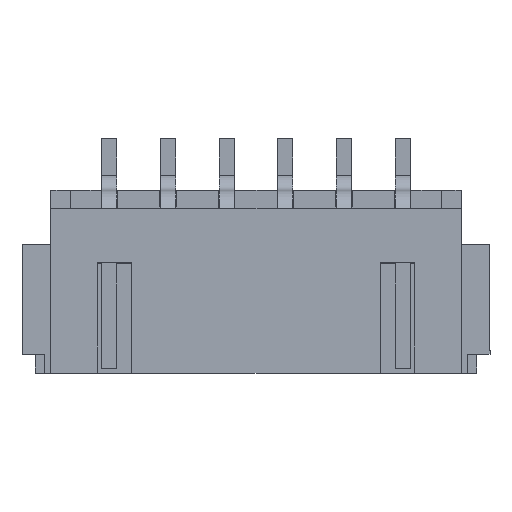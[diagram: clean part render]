
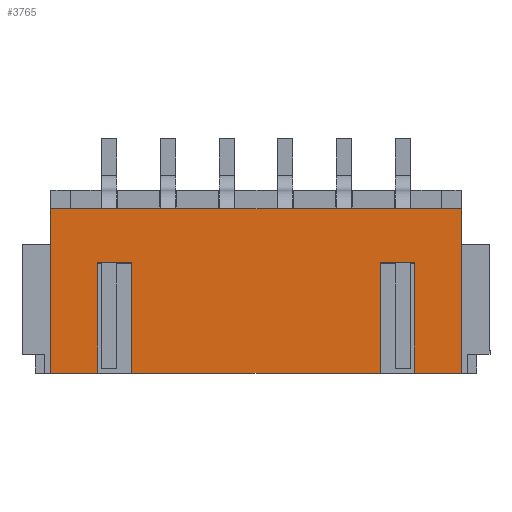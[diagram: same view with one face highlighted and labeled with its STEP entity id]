
A CAD part, top view. The second image highlights one B-rep face of the part: STEP entity #3765.
In plain terms, the highlighted planar face has unit normal (0, 0, 1).
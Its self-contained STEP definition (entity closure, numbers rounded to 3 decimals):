
#40=PLANE('',#3995);
#222=FACE_OUTER_BOUND('',#426,.T.);
#426=EDGE_LOOP('',(#2682,#2683,#2684,#2685,#2686,#2687,#2688,#2689,#2690,
#2691,#2692,#2693));
#693=LINE('',#5279,#1183);
#728=LINE('',#5349,#1218);
#750=LINE('',#5415,#1240);
#751=LINE('',#5417,#1241);
#752=LINE('',#5419,#1242);
#753=LINE('',#5421,#1243);
#754=LINE('',#5422,#1244);
#755=LINE('',#5424,#1245);
#756=LINE('',#5426,#1246);
#757=LINE('',#5428,#1247);
#758=LINE('',#5430,#1248);
#759=LINE('',#5431,#1249);
#1183=VECTOR('',#4272,1000.);
#1218=VECTOR('',#4317,1000.);
#1240=VECTOR('',#4379,1000.);
#1241=VECTOR('',#4380,1000.);
#1242=VECTOR('',#4381,1000.);
#1243=VECTOR('',#4382,1000.);
#1244=VECTOR('',#4383,1000.);
#1245=VECTOR('',#4384,1000.);
#1246=VECTOR('',#4385,1000.);
#1247=VECTOR('',#4386,1000.);
#1248=VECTOR('',#4387,1000.);
#1249=VECTOR('',#4388,1000.);
#1674=VERTEX_POINT('',#5276);
#1675=VERTEX_POINT('',#5278);
#1696=VERTEX_POINT('',#5329);
#1728=VERTEX_POINT('',#5413);
#1729=VERTEX_POINT('',#5414);
#1730=VERTEX_POINT('',#5416);
#1731=VERTEX_POINT('',#5418);
#1732=VERTEX_POINT('',#5420);
#1733=VERTEX_POINT('',#5423);
#1734=VERTEX_POINT('',#5425);
#1735=VERTEX_POINT('',#5427);
#1736=VERTEX_POINT('',#5429);
#2035=EDGE_CURVE('',#1674,#1675,#693,.T.);
#2070=EDGE_CURVE('',#1675,#1696,#728,.T.);
#2102=EDGE_CURVE('',#1728,#1729,#750,.T.);
#2103=EDGE_CURVE('',#1730,#1729,#751,.T.);
#2104=EDGE_CURVE('',#1731,#1730,#752,.T.);
#2105=EDGE_CURVE('',#1732,#1731,#753,.T.);
#2106=EDGE_CURVE('',#1732,#1696,#754,.T.);
#2107=EDGE_CURVE('',#1674,#1733,#755,.T.);
#2108=EDGE_CURVE('',#1733,#1734,#756,.T.);
#2109=EDGE_CURVE('',#1735,#1734,#757,.T.);
#2110=EDGE_CURVE('',#1736,#1735,#758,.T.);
#2111=EDGE_CURVE('',#1728,#1736,#759,.T.);
#2682=ORIENTED_EDGE('',*,*,#2102,.T.);
#2683=ORIENTED_EDGE('',*,*,#2103,.F.);
#2684=ORIENTED_EDGE('',*,*,#2104,.F.);
#2685=ORIENTED_EDGE('',*,*,#2105,.F.);
#2686=ORIENTED_EDGE('',*,*,#2106,.T.);
#2687=ORIENTED_EDGE('',*,*,#2070,.F.);
#2688=ORIENTED_EDGE('',*,*,#2035,.F.);
#2689=ORIENTED_EDGE('',*,*,#2107,.T.);
#2690=ORIENTED_EDGE('',*,*,#2108,.T.);
#2691=ORIENTED_EDGE('',*,*,#2109,.F.);
#2692=ORIENTED_EDGE('',*,*,#2110,.F.);
#2693=ORIENTED_EDGE('',*,*,#2111,.F.);
#3765=ADVANCED_FACE('',(#222),#40,.F.);
#3995=AXIS2_PLACEMENT_3D('',#5412,#4377,#4378);
#4272=DIRECTION('',(1.,0.,0.));
#4317=DIRECTION('',(0.,-1.,0.));
#4377=DIRECTION('center_axis',(0.,0.,
-1.));
#4378=DIRECTION('ref_axis',(1.,0.,0.));
#4379=DIRECTION('',(1.,0.,0.));
#4380=DIRECTION('',(0.,-1.,0.));
#4381=DIRECTION('',(-1.,0.,0.));
#4382=DIRECTION('',(0.,1.,0.));
#4383=DIRECTION('',(1.,0.,0.));
#4384=DIRECTION('',(0.,-1.,0.));
#4385=DIRECTION('',(1.,0.,0.));
#4386=DIRECTION('',(0.,-1.,0.));
#4387=DIRECTION('',(-1.,0.,0.));
#4388=DIRECTION('',(0.,1.,0.));
#5276=CARTESIAN_POINT('',(-8.75,3.5,6.));
#5278=CARTESIAN_POINT('',(8.75,3.5,6.));
#5279=CARTESIAN_POINT('',(-9.975,3.5,6.));
#5329=CARTESIAN_POINT('',(8.75,-3.5,6.));
#5349=CARTESIAN_POINT('',(8.75,4.3,6.));
#5412=CARTESIAN_POINT('Origin',(-9.975,3.5,6.));
#5413=CARTESIAN_POINT('',(-5.3,-3.5,6.));
#5414=CARTESIAN_POINT('',(5.3,-3.5,6.));
#5415=CARTESIAN_POINT('',(-9.975,-3.5,6.));
#5416=CARTESIAN_POINT('',(5.3,1.2,6.));
#5417=CARTESIAN_POINT('',(5.3,-3.5,6.));
#5418=CARTESIAN_POINT('',(6.75,1.2,6.));
#5419=CARTESIAN_POINT('',(5.3,1.2,6.));
#5420=CARTESIAN_POINT('',(6.75,-3.5,6.));
#5421=CARTESIAN_POINT('',(6.75,-3.5,6.));
#5422=CARTESIAN_POINT('',(-9.975,-3.5,6.));
#5423=CARTESIAN_POINT('',(-8.75,-3.5,6.));
#5424=CARTESIAN_POINT('',(-8.75,4.3,6.));
#5425=CARTESIAN_POINT('',(-6.75,-3.5,6.));
#5426=CARTESIAN_POINT('',(-9.975,-3.5,6.));
#5427=CARTESIAN_POINT('',(-6.75,1.2,6.));
#5428=CARTESIAN_POINT('',(-6.75,-3.5,6.));
#5429=CARTESIAN_POINT('',(-5.3,1.2,6.));
#5430=CARTESIAN_POINT('',(-5.3,1.2,6.));
#5431=CARTESIAN_POINT('',(-5.3,-3.5,6.));
